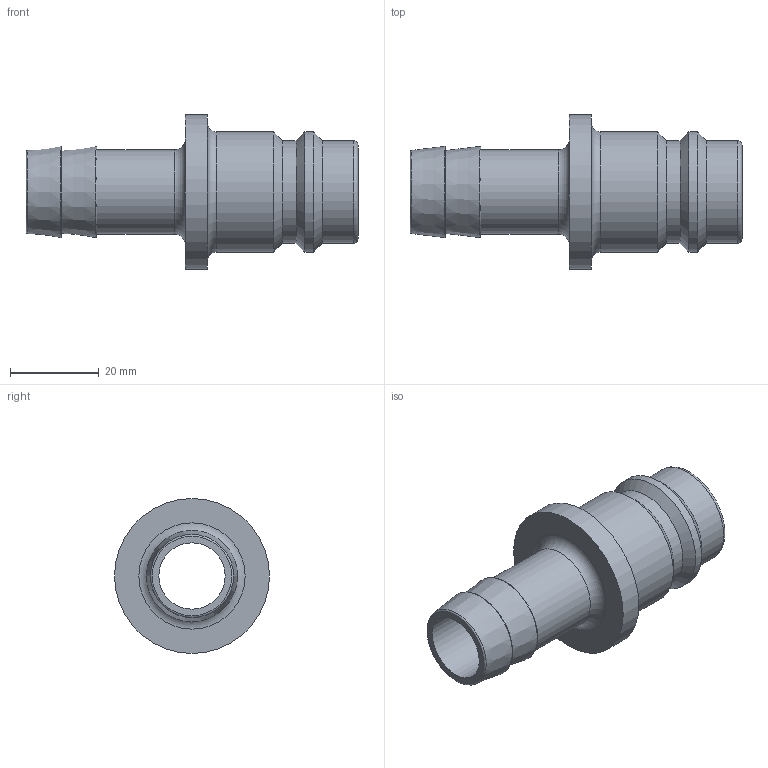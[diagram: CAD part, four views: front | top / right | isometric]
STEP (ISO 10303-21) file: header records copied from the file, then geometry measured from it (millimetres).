
FILE_DESCRIPTION((''),'2;1');
FILE_NAME('39sftf19mxx.stp','2014-10-29T13:21:23',('IA176480'),(''),'Autodesk Inventor 2013','Autodesk Inventor 2013','');
FILE_SCHEMA(('AUTOMOTIVE_DESIGN { 1 0 10303 214 1 1 1 1 }'));
Length unit declared in the file: millimetre
Products named in the file (1): D112658
Bounding box: 75 x 35 x 35 mm (x, y, z)
Volume: 16077.4 mm3; surface area: 10908.3 mm2
Topology: 1 solids, 1 shells, 26 faces, 46 edges, 26 vertices
Faces by surface type: cylinder 8, torus 6, cone 6, plane 6
Full cylindrical faces by diameter (mm): 15 x1, 19 x2, 23.15 x2, 27.2 x2, 35 x1
Entity records: 554 total; most frequent: DIRECTION 106, CARTESIAN_POINT 79, AXIS2_PLACEMENT_3D 53, ORIENTED_EDGE 52, EDGE_LOOP 52, VERTEX_POINT 26, CIRCLE 26, EDGE_CURVE 26
